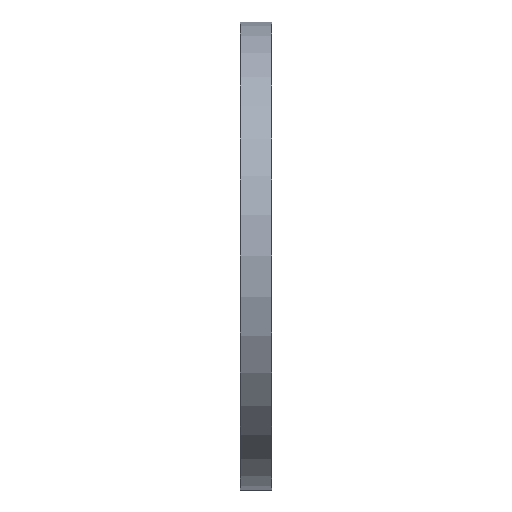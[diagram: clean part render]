
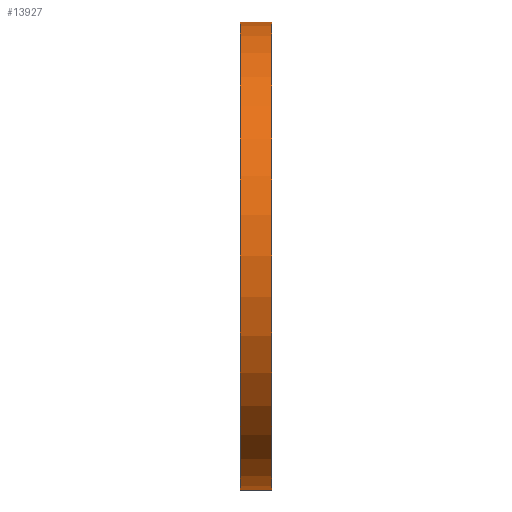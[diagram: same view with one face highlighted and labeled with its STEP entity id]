
A CAD part, left-side view. The second image highlights one B-rep face of the part: STEP entity #13927.
In plain terms, the highlighted cylindrical face has radius 60 mm (diameter 120 mm), a partial arc.
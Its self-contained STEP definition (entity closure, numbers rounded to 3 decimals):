
#177 = CARTESIAN_POINT ( 'NONE',  ( 0., 0., -60. ) ) ;
#637 = VERTEX_POINT ( 'NONE', #177 ) ;
#890 = CARTESIAN_POINT ( 'NONE',  ( 0., 0., 60. ) ) ;
#1123 = DIRECTION ( 'NONE',  ( 0., -1., 0. ) ) ;
#1314 = VECTOR ( 'NONE', #11461, 1000. ) ;
#1341 = CIRCLE ( 'NONE', #10220, 60. ) ;
#2821 = EDGE_CURVE ( 'NONE', #637, #5283, #1341, .T. ) ;
#2931 = EDGE_CURVE ( 'NONE', #9579, #5283, #8064, .T. ) ;
#3463 = CARTESIAN_POINT ( 'NONE',  ( 0., 8., 60. ) ) ;
#4142 = ORIENTED_EDGE ( 'NONE', *, *, #2821, .T. ) ;
#4231 = EDGE_CURVE ( 'NONE', #13527, #637, #12847, .T. ) ;
#4619 = EDGE_CURVE ( 'NONE', #13527, #9579, #7840, .T. ) ;
#4764 = DIRECTION ( 'NONE',  ( 0., 0., 1. ) ) ;
#5283 = VERTEX_POINT ( 'NONE', #890 ) ;
#6324 = CARTESIAN_POINT ( 'NONE',  ( 0., 8., -60. ) ) ;
#6456 = CARTESIAN_POINT ( 'NONE',  ( 0., 8., 0. ) ) ;
#6504 = DIRECTION ( 'NONE',  ( 0., 0., -1. ) ) ;
#6951 = DIRECTION ( 'NONE',  ( 0., 0., 1. ) ) ;
#7347 = CARTESIAN_POINT ( 'NONE',  ( 0., 8., -60. ) ) ;
#7840 = CIRCLE ( 'NONE', #15392, 60. ) ;
#7883 = ORIENTED_EDGE ( 'NONE', *, *, #2931, .F. ) ;
#8064 = LINE ( 'NONE', #3463, #15031 ) ;
#8122 = CARTESIAN_POINT ( 'NONE',  ( 0., 0., 0. ) ) ;
#9579 = VERTEX_POINT ( 'NONE', #12969 ) ;
#10220 = AXIS2_PLACEMENT_3D ( 'NONE', #8122, #14440, #6951 ) ;
#10297 = EDGE_LOOP ( 'NONE', ( #7883, #10880, #13831, #4142 ) ) ;
#10880 = ORIENTED_EDGE ( 'NONE', *, *, #4619, .F. ) ;
#10995 = DIRECTION ( 'NONE',  ( 0., 1., 0. ) ) ;
#11386 = FACE_OUTER_BOUND ( 'NONE', #10297, .T. ) ;
#11461 = DIRECTION ( 'NONE',  ( 0., -1., 0. ) ) ;
#12167 = CYLINDRICAL_SURFACE ( 'NONE', #12646, 60. ) ;
#12646 = AXIS2_PLACEMENT_3D ( 'NONE', #6456, #13909, #6504 ) ;
#12847 = LINE ( 'NONE', #6324, #1314 ) ;
#12969 = CARTESIAN_POINT ( 'NONE',  ( 0., 8., 60. ) ) ;
#13527 = VERTEX_POINT ( 'NONE', #7347 ) ;
#13831 = ORIENTED_EDGE ( 'NONE', *, *, #4231, .T. ) ;
#13909 = DIRECTION ( 'NONE',  ( 0., -1., 0. ) ) ;
#13927 = ADVANCED_FACE ( 'NONE', ( #11386 ), #12167, .T. ) ;
#14440 = DIRECTION ( 'NONE',  ( 0., 1., 0. ) ) ;
#15031 = VECTOR ( 'NONE', #1123, 1000. ) ;
#15392 = AXIS2_PLACEMENT_3D ( 'NONE', #15972, #10995, #4764 ) ;
#15972 = CARTESIAN_POINT ( 'NONE',  ( 0., 8., 0. ) ) ;
